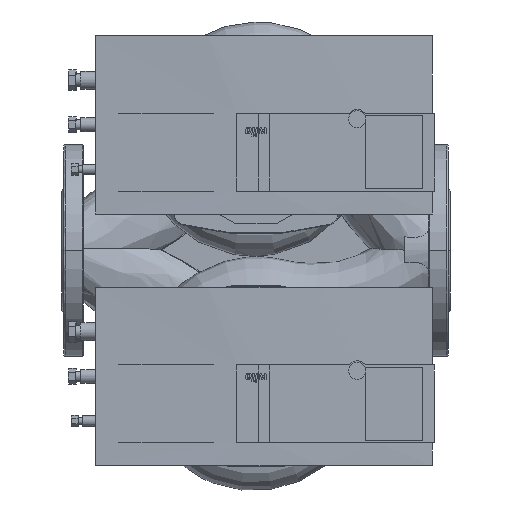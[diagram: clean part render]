
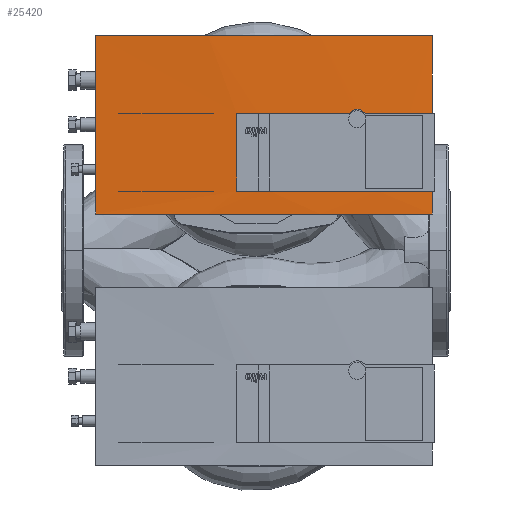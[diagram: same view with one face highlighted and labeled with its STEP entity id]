
A CAD part, front view. The second image highlights one B-rep face of the part: STEP entity #25420.
In plain terms, the highlighted cylindrical face has radius 2700.09 mm (diameter 5400.18 mm), a partial arc.
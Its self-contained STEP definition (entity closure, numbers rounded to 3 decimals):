
#25257=CARTESIAN_POINT('',(251.626,-320.973,120.0));
#25258=VERTEX_POINT('',#25257);
#25265=CARTESIAN_POINT('',(181.931,-322.0,120.0));
#25266=VERTEX_POINT('',#25265);
#25267=CARTESIAN_POINT('',(177.,2378.086,120.0));
#25268=DIRECTION('',(0.0,0.0,-1.0));
#25269=DIRECTION('',(-0.054,-0.999,0.0));
#25270=AXIS2_PLACEMENT_3D('',#25267,#25268,#25269);
#25271=CIRCLE('',#25270,2700.09);
#25272=EDGE_CURVE('',#25258,#25266,#25271,.T.);
#25283=CARTESIAN_POINT('',(177.,2378.086,32.0));
#25284=DIRECTION('',(0.0,0.0,1.0));
#25285=DIRECTION('',(-0.054,-0.999,0.0));
#25286=AXIS2_PLACEMENT_3D('',#25283,#25284,#25285);
#25287=CYLINDRICAL_SURFACE('',#25286,2700.09);
#25288=CARTESIAN_POINT('',(265.374,-320.558,120.0));
#25289=VERTEX_POINT('',#25288);
#25290=CARTESIAN_POINT('',(251.626,-320.973,120.0));
#25291=CARTESIAN_POINT('',(251.892,-320.966,120.365));
#25292=CARTESIAN_POINT('',(252.183,-320.958,120.704));
#25293=CARTESIAN_POINT('',(252.867,-320.938,121.387));
#25294=CARTESIAN_POINT('',(253.293,-320.926,121.742));
#25295=CARTESIAN_POINT('',(254.221,-320.9,122.366));
#25296=CARTESIAN_POINT('',(254.723,-320.886,122.636));
#25297=CARTESIAN_POINT('',(255.771,-320.855,123.07));
#25298=CARTESIAN_POINT('',(256.317,-320.839,123.234));
#25299=CARTESIAN_POINT('',(257.414,-320.807,123.449));
#25300=CARTESIAN_POINT('',(257.966,-320.79,123.5));
#25301=CARTESIAN_POINT('',(259.034,-320.758,123.5));
#25302=CARTESIAN_POINT('',(259.586,-320.741,123.449));
#25303=CARTESIAN_POINT('',(260.683,-320.707,123.234));
#25304=CARTESIAN_POINT('',(261.229,-320.69,123.07));
#25305=CARTESIAN_POINT('',(262.277,-320.658,122.636));
#25306=CARTESIAN_POINT('',(262.779,-320.642,122.366));
#25307=CARTESIAN_POINT('',(263.707,-320.612,121.742));
#25308=CARTESIAN_POINT('',(264.134,-320.598,121.387));
#25309=CARTESIAN_POINT('',(264.817,-320.576,120.704));
#25310=CARTESIAN_POINT('',(265.108,-320.567,120.365));
#25311=CARTESIAN_POINT('',(265.374,-320.558,120.0));
#25312=B_SPLINE_CURVE_WITH_KNOTS('',3,(#25290,#25291,#25292,#25293,#25294,#25295,#25296,#25297,#25298,#25299,#25300,#25301,#25302,#25303,#25304,#25305,#25306,#25307,#25308,#25309,#25310,#25311),.UNSPECIFIED.,.F.,.U.,(4,2,2,2,2,2,2,2,2,2,4),(5.104,6.404,8.005,9.607,11.208,12.81,14.412,16.014,17.615,19.217,20.517),.UNSPECIFIED.);
#25313=EDGE_CURVE('',#25258,#25289,#25312,.T.);
#25314=ORIENTED_EDGE('',*,*,#25313,.T.);
#25315=CARTESIAN_POINT('',(324.0,-318.0,120.0));
#25316=VERTEX_POINT('',#25315);
#25317=CARTESIAN_POINT('',(177.,2378.086,120.0));
#25318=DIRECTION('',(0.0,0.0,-1.0));
#25319=DIRECTION('',(-0.054,-0.999,0.0));
#25320=AXIS2_PLACEMENT_3D('',#25317,#25318,#25319);
#25321=CIRCLE('',#25320,2700.09);
#25322=EDGE_CURVE('',#25316,#25289,#25321,.T.);
#25323=ORIENTED_EDGE('',*,*,#25322,.F.);
#25324=CARTESIAN_POINT('',(324.0,-318.0,188.0));
#25325=VERTEX_POINT('',#25324);
#25326=CARTESIAN_POINT('',(324.0,-318.0,120.0));
#25327=DIRECTION('',(0.0,0.0,1.0));
#25328=VECTOR('',#25327,68.0);
#25329=LINE('',#25326,#25328);
#25330=EDGE_CURVE('',#25316,#25325,#25329,.T.);
#25331=ORIENTED_EDGE('',*,*,#25330,.T.);
#25332=CARTESIAN_POINT('',(30.,-318.0,188.0));
#25333=VERTEX_POINT('',#25332);
#25334=CARTESIAN_POINT('',(177.,2378.086,188.));
#25335=DIRECTION('',(0.0,0.0,-1.0));
#25336=DIRECTION('',(-0.054,-0.999,0.0));
#25337=AXIS2_PLACEMENT_3D('',#25334,#25335,#25336);
#25338=CIRCLE('',#25337,2700.09);
#25339=EDGE_CURVE('',#25325,#25333,#25338,.T.);
#25340=ORIENTED_EDGE('',*,*,#25339,.T.);
#25341=CARTESIAN_POINT('',(30.,-318.0,32.0));
#25342=VERTEX_POINT('',#25341);
#25343=CARTESIAN_POINT('',(30.,-318.0,32.0));
#25344=DIRECTION('',(0.0,0.0,1.0));
#25345=VECTOR('',#25344,156.0);
#25346=LINE('',#25343,#25345);
#25347=EDGE_CURVE('',#25342,#25333,#25346,.T.);
#25348=ORIENTED_EDGE('',*,*,#25347,.F.);
#25349=CARTESIAN_POINT('',(324.0,-318.0,32.0));
#25350=VERTEX_POINT('',#25349);
#25351=CARTESIAN_POINT('',(177.,2378.086,32.0));
#25352=DIRECTION('',(0.0,0.0,1.0));
#25353=DIRECTION('',(-0.054,-0.999,0.0));
#25354=AXIS2_PLACEMENT_3D('',#25351,#25352,#25353);
#25355=CIRCLE('',#25354,2700.09);
#25356=EDGE_CURVE('',#25342,#25350,#25355,.T.);
#25357=ORIENTED_EDGE('',*,*,#25356,.T.);
#25358=CARTESIAN_POINT('',(324.0,-318.0,52.0));
#25359=VERTEX_POINT('',#25358);
#25360=CARTESIAN_POINT('',(324.0,-318.0,32.0));
#25361=DIRECTION('',(0.0,0.0,1.0));
#25362=VECTOR('',#25361,20.0);
#25363=LINE('',#25360,#25362);
#25364=EDGE_CURVE('',#25350,#25359,#25363,.T.);
#25365=ORIENTED_EDGE('',*,*,#25364,.T.);
#25366=CARTESIAN_POINT('',(181.931,-322.,52.));
#25367=VERTEX_POINT('',#25366);
#25368=CARTESIAN_POINT('',(177.,2378.086,52.));
#25369=DIRECTION('',(0.0,0.0,1.0));
#25370=DIRECTION('',(-0.054,-0.999,0.0));
#25371=AXIS2_PLACEMENT_3D('',#25368,#25369,#25370);
#25372=CIRCLE('',#25371,2700.09);
#25373=EDGE_CURVE('',#25367,#25359,#25372,.T.);
#25374=ORIENTED_EDGE('',*,*,#25373,.F.);
#25375=CARTESIAN_POINT('',(181.931,-322.0,120.0));
#25376=DIRECTION('',(0.,0.,-1.0));
#25377=VECTOR('',#25376,68.);
#25378=LINE('',#25375,#25377);
#25379=EDGE_CURVE('',#25266,#25367,#25378,.T.);
#25380=ORIENTED_EDGE('',*,*,#25379,.F.);
#25381=ORIENTED_EDGE('',*,*,#25272,.F.);
#25382=EDGE_LOOP('',(#25314,#25323,#25331,#25340,#25348,#25357,#25365,#25374,#25380,#25381));
#25383=FACE_OUTER_BOUND('',#25382,.T.);
#25384=CARTESIAN_POINT('',(153.0,-321.898,120.0));
#25385=VERTEX_POINT('',#25384);
#25386=CARTESIAN_POINT('',(153.,-321.898,52.));
#25387=VERTEX_POINT('',#25386);
#25388=CARTESIAN_POINT('',(153.0,-321.898,120.0));
#25389=DIRECTION('',(0.0,0.0,-1.0));
#25390=VECTOR('',#25389,68.);
#25391=LINE('',#25388,#25390);
#25392=EDGE_CURVE('',#25385,#25387,#25391,.T.);
#25393=ORIENTED_EDGE('',*,*,#25392,.F.);
#25394=CARTESIAN_POINT('',(172.069,-322.0,120.0));
#25395=VERTEX_POINT('',#25394);
#25396=CARTESIAN_POINT('',(177.,2378.086,120.0));
#25397=DIRECTION('',(0.0,0.0,-1.0));
#25398=DIRECTION('',(-0.054,-0.999,0.0));
#25399=AXIS2_PLACEMENT_3D('',#25396,#25397,#25398);
#25400=CIRCLE('',#25399,2700.09);
#25401=EDGE_CURVE('',#25395,#25385,#25400,.T.);
#25402=ORIENTED_EDGE('',*,*,#25401,.F.);
#25403=CARTESIAN_POINT('',(172.069,-322.,52.));
#25404=VERTEX_POINT('',#25403);
#25405=CARTESIAN_POINT('',(172.069,-322.,52.));
#25406=DIRECTION('',(0.,0.,1.0));
#25407=VECTOR('',#25406,68.);
#25408=LINE('',#25405,#25407);
#25409=EDGE_CURVE('',#25404,#25395,#25408,.T.);
#25410=ORIENTED_EDGE('',*,*,#25409,.F.);
#25411=CARTESIAN_POINT('',(177.,2378.086,52.));
#25412=DIRECTION('',(0.0,0.0,1.0));
#25413=DIRECTION('',(-0.054,-0.999,0.0));
#25414=AXIS2_PLACEMENT_3D('',#25411,#25412,#25413);
#25415=CIRCLE('',#25414,2700.09);
#25416=EDGE_CURVE('',#25387,#25404,#25415,.T.);
#25417=ORIENTED_EDGE('',*,*,#25416,.F.);
#25418=EDGE_LOOP('',(#25393,#25402,#25410,#25417));
#25419=FACE_BOUND('',#25418,.T.);
#25420=ADVANCED_FACE('',(#25383,#25419),#25287,.T.);
